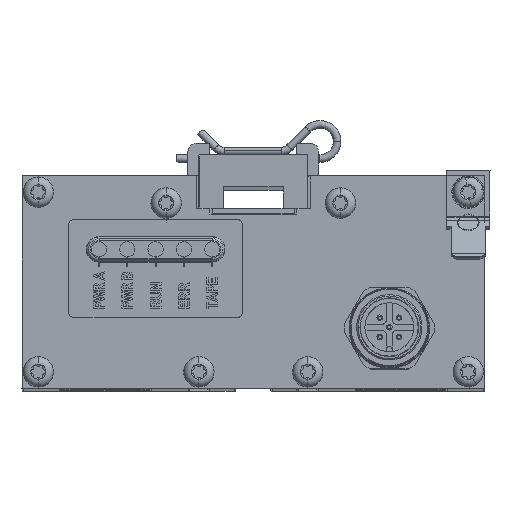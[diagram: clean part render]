
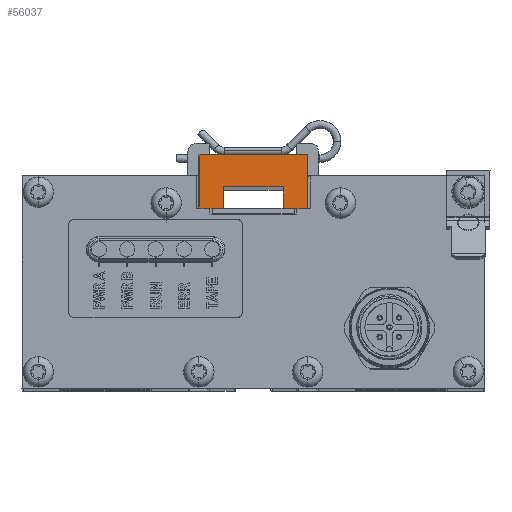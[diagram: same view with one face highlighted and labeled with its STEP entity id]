
A CAD part, top view. The second image highlights one B-rep face of the part: STEP entity #56037.
In plain terms, the highlighted planar face has unit normal (0, 0, 1).
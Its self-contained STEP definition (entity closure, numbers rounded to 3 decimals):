
#390 = CARTESIAN_POINT ( 'NONE',  ( 7.5, 16.5, 175. ) ) ;
#511 = LINE ( 'NONE', #58549, #52845 ) ;
#1260 = VECTOR ( 'NONE', #9244, 1000. ) ;
#1948 = CARTESIAN_POINT ( 'NONE',  ( -14.75, 21.6, 175. ) ) ;
#3025 = VECTOR ( 'NONE', #22769, 1000. ) ;
#3206 = CARTESIAN_POINT ( 'NONE',  ( 9.65, 26.4, 175. ) ) ;
#4185 = CARTESIAN_POINT ( 'NONE',  ( -10.5, 16.5, 175. ) ) ;
#4452 = VECTOR ( 'NONE', #40486, 1000. ) ;
#4788 = DIRECTION ( 'NONE',  ( -1., 0., 0. ) ) ;
#5778 = VERTEX_POINT ( 'NONE', #3206 ) ;
#6037 = LINE ( 'NONE', #12740, #4452 ) ;
#6380 = CARTESIAN_POINT ( 'NONE',  ( -9.95, 16.5, 175. ) ) ;
#6696 = ORIENTED_EDGE ( 'NONE', *, *, #59259, .F. ) ;
#7661 = CARTESIAN_POINT ( 'NONE',  ( 9.95, 26.1, 175. ) ) ;
#7861 = VERTEX_POINT ( 'NONE', #41308 ) ;
#8223 = ORIENTED_EDGE ( 'NONE', *, *, #27261, .T. ) ;
#8281 = DIRECTION ( 'NONE',  ( 0., -1., 0. ) ) ;
#8369 = ORIENTED_EDGE ( 'NONE', *, *, #18798, .F. ) ;
#8778 = VECTOR ( 'NONE', #37446, 1000. ) ;
#9187 = VECTOR ( 'NONE', #36563, 1000. ) ;
#9244 = DIRECTION ( 'NONE',  ( -1., 0., 0. ) ) ;
#9665 = VERTEX_POINT ( 'NONE', #64002 ) ;
#9931 = VECTOR ( 'NONE', #51221, 1000. ) ;
#10181 = CARTESIAN_POINT ( 'NONE',  ( 9.95, 26.4, 175. ) ) ;
#10389 = AXIS2_PLACEMENT_3D ( 'NONE', #18603, #54070, #23737 ) ;
#10471 = CARTESIAN_POINT ( 'NONE',  ( -5.5, 16.5, 175. ) ) ;
#10755 = EDGE_CURVE ( 'NONE', #9665, #43830, #20884, .T. ) ;
#11378 = CARTESIAN_POINT ( 'NONE',  ( -8., 16.5, 175. ) ) ;
#11506 = LINE ( 'NONE', #41076, #9931 ) ;
#12740 = CARTESIAN_POINT ( 'NONE',  ( 5.5, 16.5, 175. ) ) ;
#12903 = VERTEX_POINT ( 'NONE', #28945 ) ;
#13256 = EDGE_CURVE ( 'NONE', #43830, #40254, #511, .T. ) ;
#13372 = EDGE_CURVE ( 'NONE', #44109, #7861, #6037, .T. ) ;
#13386 = DIRECTION ( 'NONE',  ( 0.707, 0.707, 0. ) ) ;
#13557 = VECTOR ( 'NONE', #4788, 1000. ) ;
#13943 = ORIENTED_EDGE ( 'NONE', *, *, #13372, .F. ) ;
#14834 = CARTESIAN_POINT ( 'NONE',  ( 8., 16.5, 175. ) ) ;
#15137 = CARTESIAN_POINT ( 'NONE',  ( -9.65, 16.5, 175. ) ) ;
#15328 = LINE ( 'NONE', #54277, #43909 ) ;
#15392 = EDGE_CURVE ( 'NONE', #44109, #58286, #59488, .T. ) ;
#15492 = EDGE_CURVE ( 'NONE', #18899, #58286, #41963, .T. ) ;
#15554 = VERTEX_POINT ( 'NONE', #7661 ) ;
#17050 = VERTEX_POINT ( 'NONE', #55302 ) ;
#18603 = CARTESIAN_POINT ( 'NONE',  ( -9.95, 26.4, 175. ) ) ;
#18639 = LINE ( 'NONE', #45461, #30575 ) ;
#18798 = EDGE_CURVE ( 'NONE', #38772, #22884, #55239, .T. ) ;
#18810 = DIRECTION ( 'NONE',  ( -1., 0., 0. ) ) ;
#18899 = VERTEX_POINT ( 'NONE', #14834 ) ;
#19073 = EDGE_CURVE ( 'NONE', #7861, #9665, #18639, .T. ) ;
#19679 = DIRECTION ( 'NONE',  ( 1., 0., 0. ) ) ;
#20455 = VECTOR ( 'NONE', #55869, 1000. ) ;
#20669 = VECTOR ( 'NONE', #13386, 1000. ) ;
#20884 = LINE ( 'NONE', #51231, #61392 ) ;
#20907 = ORIENTED_EDGE ( 'NONE', *, *, #57764, .T. ) ;
#21583 = ORIENTED_EDGE ( 'NONE', *, *, #61510, .T. ) ;
#22769 = DIRECTION ( 'NONE',  ( -1., 0., 0. ) ) ;
#22884 = VERTEX_POINT ( 'NONE', #15137 ) ;
#23737 = DIRECTION ( 'NONE',  ( 1., 0., 0. ) ) ;
#23910 = CARTESIAN_POINT ( 'NONE',  ( -9.8, 26.25, 175. ) ) ;
#27261 = EDGE_CURVE ( 'NONE', #12903, #22884, #35798, .T. ) ;
#27568 = EDGE_CURVE ( 'NONE', #17050, #18899, #40595, .T. ) ;
#27789 = ORIENTED_EDGE ( 'NONE', *, *, #40544, .F. ) ;
#27990 = EDGE_CURVE ( 'NONE', #17050, #53531, #34145, .T. ) ;
#28499 = CARTESIAN_POINT ( 'NONE',  ( 4.8, 11.65, 175. ) ) ;
#28616 = PLANE ( 'NONE',  #10389 ) ;
#28945 = CARTESIAN_POINT ( 'NONE',  ( -9.95, 16.8, 175. ) ) ;
#30430 = ORIENTED_EDGE ( 'NONE', *, *, #13256, .F. ) ;
#30575 = VECTOR ( 'NONE', #45673, 1000. ) ;
#30782 = VECTOR ( 'NONE', #39216, 1000. ) ;
#31561 = CARTESIAN_POINT ( 'NONE',  ( 9.95, 16.5, 175. ) ) ;
#32490 = ORIENTED_EDGE ( 'NONE', *, *, #15492, .F. ) ;
#32489 = VECTOR ( 'NONE', #19679, 1000. ) ;
#33488 = DIRECTION ( 'NONE',  ( -1., 0., 0. ) ) ;
#33859 = ORIENTED_EDGE ( 'NONE', *, *, #27568, .F. ) ;
#34145 = LINE ( 'NONE', #28499, #20669 ) ;
#35127 = CARTESIAN_POINT ( 'NONE',  ( 9.95, 16.8, 175. ) ) ;
#35231 = CARTESIAN_POINT ( 'NONE',  ( 9.95, 16.5, 175. ) ) ;
#35553 = LINE ( 'NONE', #10181, #20455 ) ;
#35580 = VERTEX_POINT ( 'NONE', #56226 ) ;
#35798 = LINE ( 'NONE', #1948, #8778 ) ;
#36563 = DIRECTION ( 'NONE',  ( 0., 1., 0. ) ) ;
#37446 = DIRECTION ( 'NONE',  ( 0.707, -0.707, 0. ) ) ;
#38049 = CARTESIAN_POINT ( 'NONE',  ( 5.5, 16.5, 175. ) ) ;
#38772 = VERTEX_POINT ( 'NONE', #11378 ) ;
#39216 = DIRECTION ( 'NONE',  ( -0.707, -0.707, 0. ) ) ;
#39862 = ORIENTED_EDGE ( 'NONE', *, *, #15392, .T. ) ;
#40254 = VERTEX_POINT ( 'NONE', #61154 ) ;
#40486 = DIRECTION ( 'NONE',  ( 0., 1., 0. ) ) ;
#40544 = EDGE_CURVE ( 'NONE', #15554, #53531, #41280, .T. ) ;
#40595 = LINE ( 'NONE', #35231, #13557 ) ;
#41076 = CARTESIAN_POINT ( 'NONE',  ( -0.15, 36.2, 175. ) ) ;
#41280 = LINE ( 'NONE', #59087, #53116 ) ;
#41308 = CARTESIAN_POINT ( 'NONE',  ( 5.5, 20.5, 175. ) ) ;
#41319 = EDGE_CURVE ( 'NONE', #35580, #5778, #35553, .T. ) ;
#41930 = DIRECTION ( 'NONE',  ( 0., -1., 0. ) ) ;
#41963 = LINE ( 'NONE', #31561, #3025 ) ;
#43830 = VERTEX_POINT ( 'NONE', #10471 ) ;
#43909 = VECTOR ( 'NONE', #18810, 1000. ) ;
#44109 = VERTEX_POINT ( 'NONE', #38049 ) ;
#44261 = LINE ( 'NONE', #23910, #30782 ) ;
#45317 = ORIENTED_EDGE ( 'NONE', *, *, #10755, .F. ) ;
#45461 = CARTESIAN_POINT ( 'NONE',  ( 5.5, 20.5, 175. ) ) ;
#45673 = DIRECTION ( 'NONE',  ( -1., 0., 0. ) ) ;
#46146 = ORIENTED_EDGE ( 'NONE', *, *, #27990, .T. ) ;
#48053 = LINE ( 'NONE', #6380, #9187 ) ;
#50587 = FACE_OUTER_BOUND ( 'NONE', #57072, .T. ) ;
#51221 = DIRECTION ( 'NONE',  ( -0.707, 0.707, 0. ) ) ;
#51231 = CARTESIAN_POINT ( 'NONE',  ( -5.5, 16.5, 175. ) ) ;
#52569 = EDGE_CURVE ( 'NONE', #12903, #55129, #48053, .T. ) ;
#52845 = VECTOR ( 'NONE', #33488, 1000. ) ;
#52869 = ORIENTED_EDGE ( 'NONE', *, *, #41319, .F. ) ;
#53116 = VECTOR ( 'NONE', #8281, 1000. ) ;
#53531 = VERTEX_POINT ( 'NONE', #35127 ) ;
#53969 = ORIENTED_EDGE ( 'NONE', *, *, #19073, .F. ) ;
#54070 = DIRECTION ( 'NONE',  ( 0., 0., 1. ) ) ;
#54277 = CARTESIAN_POINT ( 'NONE',  ( -5.5, 16.5, 175. ) ) ;
#55129 = VERTEX_POINT ( 'NONE', #62232 ) ;
#55239 = LINE ( 'NONE', #4185, #1260 ) ;
#55302 = CARTESIAN_POINT ( 'NONE',  ( 9.65, 16.5, 175. ) ) ;
#55869 = DIRECTION ( 'NONE',  ( 1., 0., 0. ) ) ;
#56037 = ADVANCED_FACE ( 'NONE', ( #50587 ), #28616, .T. ) ;
#56226 = CARTESIAN_POINT ( 'NONE',  ( -9.65, 26.4, 175. ) ) ;
#57072 = EDGE_LOOP ( 'NONE', ( #33859, #46146, #27789, #20907, #52869, #21583, #58513, #8223, #8369, #6696, #30430, #45317, #53969, #13943, #39862, #32490 ) ) ;
#57764 = EDGE_CURVE ( 'NONE', #15554, #5778, #11506, .T. ) ;
#58286 = VERTEX_POINT ( 'NONE', #390 ) ;
#58513 = ORIENTED_EDGE ( 'NONE', *, *, #52569, .F. ) ;
#58549 = CARTESIAN_POINT ( 'NONE',  ( -5.5, 16.5, 175. ) ) ;
#59087 = CARTESIAN_POINT ( 'NONE',  ( 9.95, 16.5, 175. ) ) ;
#59259 = EDGE_CURVE ( 'NONE', #40254, #38772, #15328, .T. ) ;
#59488 = LINE ( 'NONE', #65612, #32489 ) ;
#61154 = CARTESIAN_POINT ( 'NONE',  ( -7.5, 16.5, 175. ) ) ;
#61392 = VECTOR ( 'NONE', #41930, 1000. ) ;
#61510 = EDGE_CURVE ( 'NONE', #35580, #55129, #44261, .T. ) ;
#62232 = CARTESIAN_POINT ( 'NONE',  ( -9.95, 26.1, 175. ) ) ;
#64002 = CARTESIAN_POINT ( 'NONE',  ( -5.5, 20.5, 175. ) ) ;
#65612 = CARTESIAN_POINT ( 'NONE',  ( 7.5, 16.5, 175. ) ) ;
